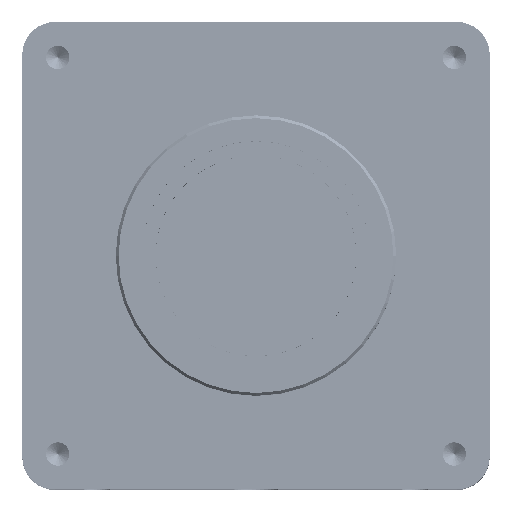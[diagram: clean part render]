
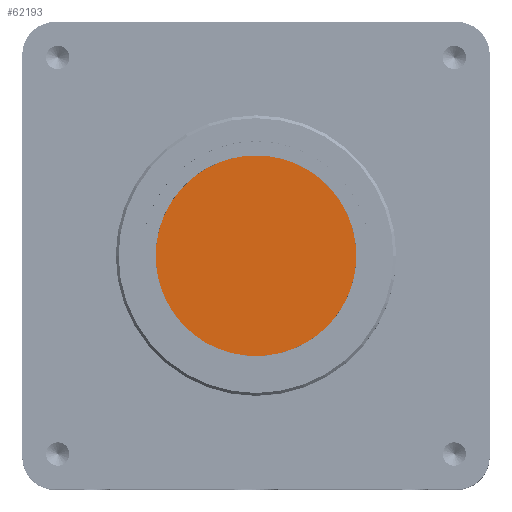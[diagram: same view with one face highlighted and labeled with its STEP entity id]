
A CAD part, top view. The second image highlights one B-rep face of the part: STEP entity #62193.
In plain terms, the highlighted face is planar.
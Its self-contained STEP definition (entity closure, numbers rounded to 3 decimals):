
#32112 = CIRCLE ( 'NONE', #81458, 11.9 ) ;
#41495 = CARTESIAN_POINT ( 'NONE',  ( 0., 0., -0.5 ) ) ;
#62193 = ADVANCED_FACE ( 'NONE', ( #165629 ), #152945, .F. ) ;
#62859 = DIRECTION ( 'NONE',  ( 0., 0., 1. ) ) ;
#65502 = CARTESIAN_POINT ( 'NONE',  ( 11.9, 0., -0.5 ) ) ;
#79687 = CARTESIAN_POINT ( 'NONE',  ( 0., 0., -0.5 ) ) ;
#81458 = AXIS2_PLACEMENT_3D ( 'NONE', #79687, #169217, #84150 ) ;
#84150 = DIRECTION ( 'NONE',  ( 1., 0., 0. ) ) ;
#113204 = AXIS2_PLACEMENT_3D ( 'NONE', #41495, #62859, #147168 ) ;
#122959 = EDGE_CURVE ( 'NONE', #163385, #163385, #32112, .T. ) ;
#135333 = ORIENTED_EDGE ( 'NONE', *, *, #122959, .T. ) ;
#139119 = EDGE_LOOP ( 'NONE', ( #135333 ) ) ;
#147168 = DIRECTION ( 'NONE',  ( 1., 0., 0. ) ) ;
#152945 = PLANE ( 'NONE',  #113204 ) ;
#163385 = VERTEX_POINT ( 'NONE', #65502 ) ;
#165629 = FACE_OUTER_BOUND ( 'NONE', #139119, .T. ) ;
#169217 = DIRECTION ( 'NONE',  ( 0., 0., -1. ) ) ;
